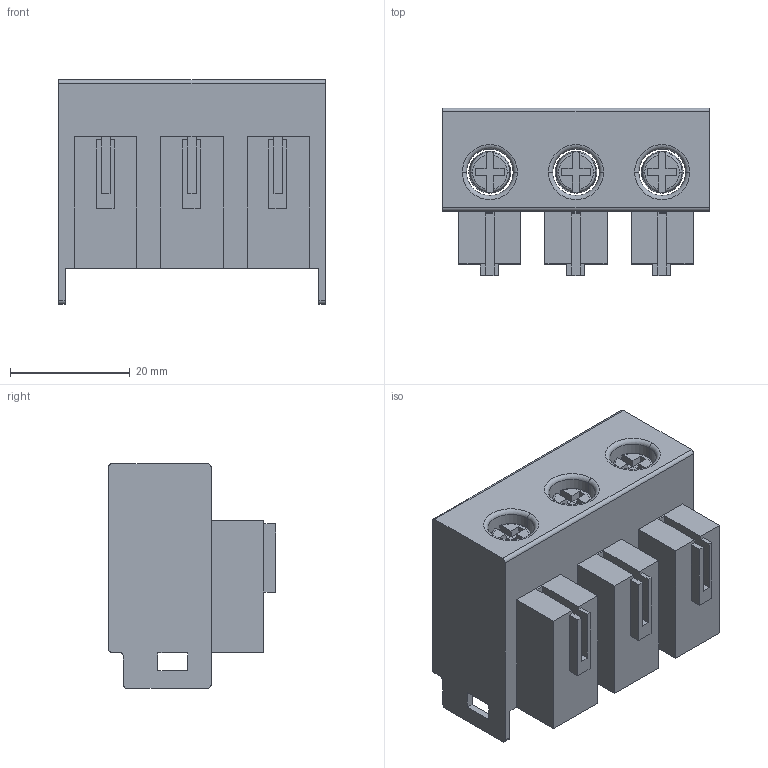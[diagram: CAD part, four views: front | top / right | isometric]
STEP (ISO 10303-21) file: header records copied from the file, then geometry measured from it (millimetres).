
FILE_DESCRIPTION(('STEP AP214'),'1');
FILE_NAME('cctmp_A8B30E45-BE74-4A09-9498-DE898ECEF438_2023_07_18_13_06_10_0229..stp','2023-07-18T11:06:10',('SIEMENS A&D'),('CADClick - www.CADClick.com'),'Spatial InterOp 3D postprocessed',' ','unknown authorization');
FILE_SCHEMA(('AUTOMOTIVE_DESIGN'));
Length unit declared in the file: millimetre
Products named in the file (5): cc_unnamed; 2023_07_18_13_06_10_0198; 2023_07_18_13_06_10_0166; 2023_07_18_13_06_10_0135; 2023_07_18_13_06_10_0104
Assembly tree (4 placements, depth 2):
  cc_unnamed
    2023_07_18_13_06_10_0198
    2023_07_18_13_06_10_0166
    2023_07_18_13_06_10_0135
    2023_07_18_13_06_10_0104
Bounding box: 44.6 x 28 x 37.5 mm (x, y, z)
Volume: 21651.4 mm3; surface area: 12452.2 mm2
Topology: 4 solids, 4 shells, 231 faces, 591 edges, 374 vertices
Faces by surface type: plane 142, cylinder 35, cone 30, torus 18, revolution 6
Entity records: 11782 total; most frequent: CARTESIAN_POINT 1441, STYLED_ITEM 1200, PRESENTATION_STYLE_ASSIGNMENT 1200, ORIENTED_EDGE 1182, DIRECTION 1169, EDGE_CURVE 591, CURVE_STYLE 591, DRAUGHTING_PRE_DEFINED_CURVE_FONT 591
